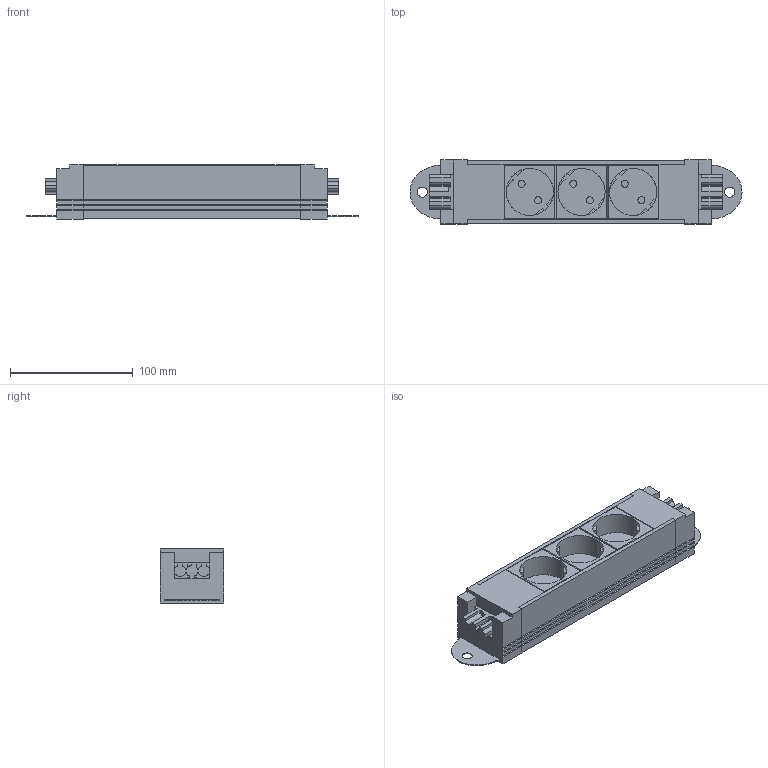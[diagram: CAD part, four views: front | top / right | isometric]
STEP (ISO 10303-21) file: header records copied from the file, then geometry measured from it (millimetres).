
FILE_DESCRIPTION (( 'STEP AP214' ), '1' );
FILE_NAME ('65305501', '2019-01-31T12:11:54', ( '' ), ('JUGARD+KÜNSTNER GmbH'), 'SwSTEP 2.0', 'SolidWorks 2017', '' );
FILE_SCHEMA (( 'AUTOMOTIVE_DESIGN' ));
Length unit declared in the file: millimetre
Products named in the file (1): 65305501_CNAJF00
Bounding box: 270 x 52 x 44 mm (x, y, z)
Volume: 393255.4 mm3; surface area: 101970.7 mm2
Topology: 1 solids, 2 shells, 287 faces, 814 edges, 518 vertices
Faces by surface type: plane 165, cylinder 107, bspline 15
Entity records: 10047 total; most frequent: CARTESIAN_POINT 2024, ORIENTED_EDGE 1604, DIRECTION 1583, EDGE_CURVE 802, VECTOR 553, LINE 553, VERTEX_POINT 518, AXIS2_PLACEMENT_3D 515
